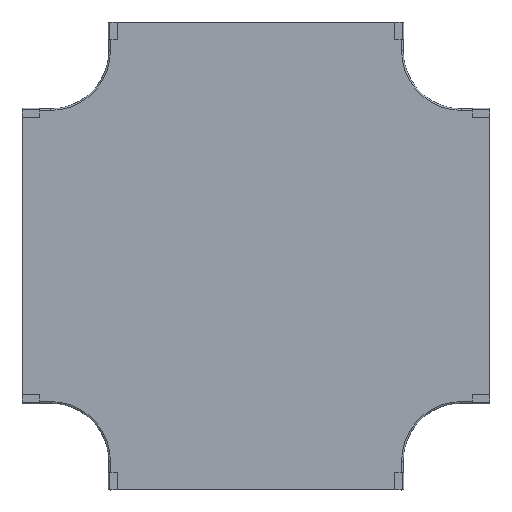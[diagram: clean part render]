
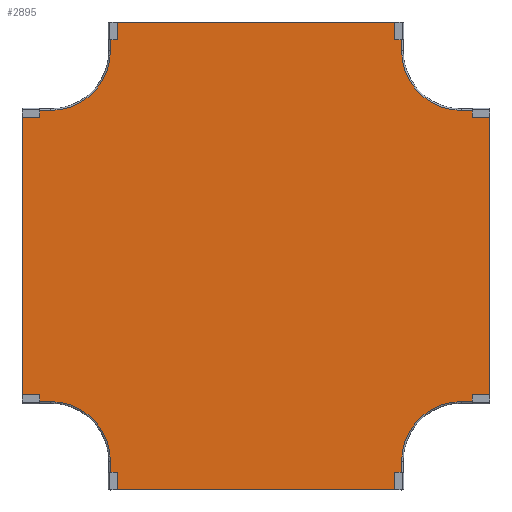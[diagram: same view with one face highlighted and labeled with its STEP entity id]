
A CAD part, top view. The second image highlights one B-rep face of the part: STEP entity #2895.
In plain terms, the highlighted planar face has unit normal (0, 0, 1).
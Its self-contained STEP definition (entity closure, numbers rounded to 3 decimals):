
#134=CIRCLE('',#3110,102.);
#148=CIRCLE('',#3138,102.);
#158=CIRCLE('',#3158,102.);
#173=CIRCLE('',#3187,102.);
#401=FACE_OUTER_BOUND('',#563,.T.);
#563=EDGE_LOOP('',(#2628,#2629,#2630,#2631,#2632,#2633,#2634,#2635,#2636,
#2637,#2638,#2639,#2640,#2641,#2642,#2643));
#754=LINE('',#4650,#1034);
#764=LINE('',#4680,#1044);
#775=LINE('',#4720,#1055);
#785=LINE('',#4750,#1065);
#790=LINE('',#4761,#1070);
#800=LINE('',#4799,#1080);
#804=LINE('',#4807,#1084);
#814=LINE('',#4845,#1094);
#823=LINE('',#4872,#1103);
#828=LINE('',#4883,#1108);
#837=LINE('',#4918,#1117);
#843=LINE('',#4931,#1123);
#1034=VECTOR('',#3778,1.);
#1044=VECTOR('',#3804,1.);
#1055=VECTOR('',#3851,1.);
#1065=VECTOR('',#3877,1.);
#1070=VECTOR('',#3888,1.);
#1080=VECTOR('',#3934,1.);
#1084=VECTOR('',#3942,1.);
#1094=VECTOR('',#3986,1.);
#1103=VECTOR('',#4011,1.);
#1108=VECTOR('',#4022,1.);
#1117=VECTOR('',#4063,1.);
#1123=VECTOR('',#4079,1.);
#1306=VERTEX_POINT('',#4643);
#1309=VERTEX_POINT('',#4648);
#1318=VERTEX_POINT('',#4673);
#1321=VERTEX_POINT('',#4678);
#1330=VERTEX_POINT('',#4716);
#1332=VERTEX_POINT('',#4719);
#1342=VERTEX_POINT('',#4746);
#1344=VERTEX_POINT('',#4749);
#1354=VERTEX_POINT('',#4792);
#1357=VERTEX_POINT('',#4797);
#1362=VERTEX_POINT('',#4817);
#1369=VERTEX_POINT('',#4841);
#1378=VERTEX_POINT('',#4868);
#1380=VERTEX_POINT('',#4871);
#1386=VERTEX_POINT('',#4893);
#1393=VERTEX_POINT('',#4917);
#1670=EDGE_CURVE('',#1306,#1309,#754,.T.);
#1684=EDGE_CURVE('',#1318,#1321,#764,.T.);
#1690=EDGE_CURVE('',#1306,#1321,#134,.T.);
#1704=EDGE_CURVE('',#1330,#1332,#775,.T.);
#1718=EDGE_CURVE('',#1342,#1344,#785,.T.);
#1724=EDGE_CURVE('',#1342,#1318,#790,.T.);
#1729=EDGE_CURVE('',#1330,#1344,#148,.T.);
#1744=EDGE_CURVE('',#1354,#1357,#800,.T.);
#1748=EDGE_CURVE('',#1332,#1357,#804,.T.);
#1754=EDGE_CURVE('',#1354,#1362,#158,.T.);
#1768=EDGE_CURVE('',#1369,#1362,#814,.T.);
#1780=EDGE_CURVE('',#1378,#1380,#823,.T.);
#1786=EDGE_CURVE('',#1369,#1378,#828,.T.);
#1793=EDGE_CURVE('',#1386,#1380,#173,.T.);
#1804=EDGE_CURVE('',#1386,#1393,#837,.T.);
#1811=EDGE_CURVE('',#1393,#1309,#843,.T.);
#2628=ORIENTED_EDGE('',*,*,#1811,.F.);
#2629=ORIENTED_EDGE('',*,*,#1804,.F.);
#2630=ORIENTED_EDGE('',*,*,#1793,.T.);
#2631=ORIENTED_EDGE('',*,*,#1780,.F.);
#2632=ORIENTED_EDGE('',*,*,#1786,.F.);
#2633=ORIENTED_EDGE('',*,*,#1768,.T.);
#2634=ORIENTED_EDGE('',*,*,#1754,.F.);
#2635=ORIENTED_EDGE('',*,*,#1744,.T.);
#2636=ORIENTED_EDGE('',*,*,#1748,.F.);
#2637=ORIENTED_EDGE('',*,*,#1704,.F.);
#2638=ORIENTED_EDGE('',*,*,#1729,.T.);
#2639=ORIENTED_EDGE('',*,*,#1718,.F.);
#2640=ORIENTED_EDGE('',*,*,#1724,.T.);
#2641=ORIENTED_EDGE('',*,*,#1684,.T.);
#2642=ORIENTED_EDGE('',*,*,#1690,.F.);
#2643=ORIENTED_EDGE('',*,*,#1670,.T.);
#2733=PLANE('',#3203);
#2895=ADVANCED_FACE('',(#401),#2733,.T.);
#3110=AXIS2_PLACEMENT_3D('',#4691,#3818,#3819);
#3138=AXIS2_PLACEMENT_3D('',#4768,#3899,#3900);
#3158=AXIS2_PLACEMENT_3D('',#4818,#3954,#3955);
#3187=AXIS2_PLACEMENT_3D('',#4895,#4036,#4037);
#3203=AXIS2_PLACEMENT_3D('',#4932,#4080,#4081);
#3778=DIRECTION('',(-1.,0.,0.));
#3804=DIRECTION('',(0.,-1.,0.));
#3818=DIRECTION('center_axis',(0.,0.,1.));
#3819=DIRECTION('ref_axis',(0.,-1.,0.));
#3851=DIRECTION('',(1.,0.,0.));
#3877=DIRECTION('',(0.,-1.,0.));
#3888=DIRECTION('',(-1.,0.,0.));
#3899=DIRECTION('center_axis',(0.,0.,-1.));
#3900=DIRECTION('ref_axis',(0.,-1.,0.));
#3934=DIRECTION('',(1.,0.,0.));
#3942=DIRECTION('',(0.,-1.,0.));
#3954=DIRECTION('center_axis',(0.,0.,1.));
#3955=DIRECTION('ref_axis',(0.,1.,0.));
#3986=DIRECTION('',(0.,1.,0.));
#4011=DIRECTION('',(0.,1.,0.));
#4022=DIRECTION('',(-1.,0.,0.));
#4036=DIRECTION('center_axis',(0.,0.,-1.));
#4037=DIRECTION('ref_axis',(0.,1.,0.));
#4063=DIRECTION('',(-1.,0.,0.));
#4079=DIRECTION('',(0.,1.,0.));
#4080=DIRECTION('center_axis',(0.,0.,1.));
#4081=DIRECTION('ref_axis',(0.,1.,0.));
#4643=CARTESIAN_POINT('',(45.951,463.59,54.143));
#4648=CARTESIAN_POINT('',(-3.349,463.59,54.143));
#4650=CARTESIAN_POINT('',(45.951,463.59,54.143));
#4673=CARTESIAN_POINT('',(147.951,614.89,54.143));
#4678=CARTESIAN_POINT('',(147.951,565.59,54.143));
#4680=CARTESIAN_POINT('',(147.951,614.89,54.143));
#4691=CARTESIAN_POINT('Origin',(45.951,565.59,54.143));
#4716=CARTESIAN_POINT('',(748.351,463.59,54.143));
#4719=CARTESIAN_POINT('',(797.651,463.59,54.143));
#4720=CARTESIAN_POINT('',(748.351,463.59,54.143));
#4746=CARTESIAN_POINT('',(646.351,614.89,54.143));
#4749=CARTESIAN_POINT('',(646.351,565.59,54.143));
#4750=CARTESIAN_POINT('',(646.351,614.89,54.143));
#4761=CARTESIAN_POINT('',(447.151,614.89,54.143));
#4768=CARTESIAN_POINT('Origin',(748.351,565.59,54.143));
#4792=CARTESIAN_POINT('',(748.351,-34.81,54.143));
#4797=CARTESIAN_POINT('',(797.651,-34.81,54.143));
#4799=CARTESIAN_POINT('',(748.351,-34.81,54.143));
#4807=CARTESIAN_POINT('',(797.651,17.59,54.143));
#4817=CARTESIAN_POINT('',(646.351,-136.81,54.143));
#4818=CARTESIAN_POINT('Origin',(748.351,-136.81,54.143));
#4841=CARTESIAN_POINT('',(646.351,-186.11,54.143));
#4845=CARTESIAN_POINT('',(646.351,-186.11,54.143));
#4868=CARTESIAN_POINT('',(147.951,-186.11,54.143));
#4871=CARTESIAN_POINT('',(147.951,-136.81,54.143));
#4872=CARTESIAN_POINT('',(147.951,-186.11,54.143));
#4883=CARTESIAN_POINT('',(170.951,-186.11,54.143));
#4893=CARTESIAN_POINT('',(45.951,-34.81,54.143));
#4895=CARTESIAN_POINT('Origin',(45.951,-136.81,54.143));
#4917=CARTESIAN_POINT('',(-3.349,-34.81,54.143));
#4918=CARTESIAN_POINT('',(45.951,-34.81,54.143));
#4931=CARTESIAN_POINT('',(-3.349,411.19,54.143));
#4932=CARTESIAN_POINT('Origin',(45.951,-34.81,54.143));
